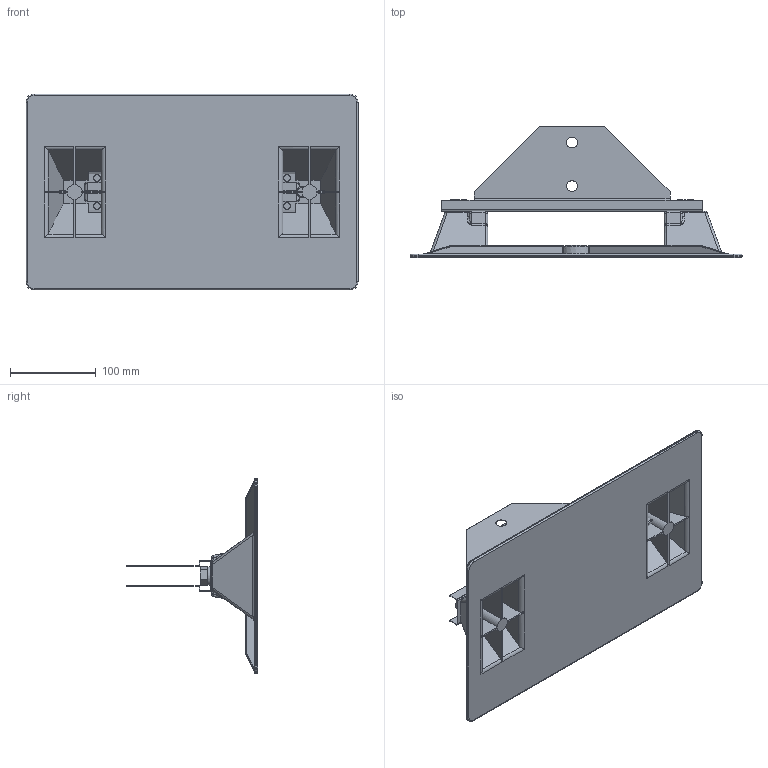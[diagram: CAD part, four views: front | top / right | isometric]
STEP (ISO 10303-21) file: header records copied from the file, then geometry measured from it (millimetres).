
FILE_DESCRIPTION((''),'2;1');
FILE_NAME('Model 6-H Base P.stp','2012-11-21T13:28:05',('rdavis'),(''),'Autodesk Inventor 2013','Autodesk Inventor 2013','');
FILE_SCHEMA(('AUTOMOTIVE_DESIGN { 1 0 10303 214 1 1 1 1 }'));
Length unit declared in the file: inch
Products named in the file (5): Model 6-H Base P; Lock Washer Spring Regular_AI_LW 0; Strut Support_Short; 9x15.25 No Logo; Hex Bolt_AI_HBOLT 0.5000-13x1.5x1
Assembly tree (6 placements, depth 2):
  Model 6-H Base P
    Lock Washer Spring Regular_AI_LW 0  x2
    Strut Support_Short
    9x15.25 No Logo
    Hex Bolt_AI_HBOLT 0.5000-13x1.5x1  x2
Bounding box: 387.35 x 153.26 x 228.6 mm (x, y, z)
Volume: 500573 mm3; surface area: 360086.9 mm2
Topology: 6 solids, 6 shells, 1313 faces, 3317 edges, 2125 vertices
Faces by surface type: plane 823, bspline 242, cylinder 182, torus 27, sphere 20, cone 19
Full cylindrical faces by diameter (mm): 3.556 x4, 7.62 x4, 12.7 x8, 12.954 x2
Entity records: 52193 total; most frequent: CARTESIAN_POINT 21237, ORIENTED_EDGE 6492, DIRECTION 5258, EDGE_CURVE 3246, VECTOR 2348, LINE 2348, VERTEX_POINT 2094, AXIS2_PLACEMENT_3D 1455
